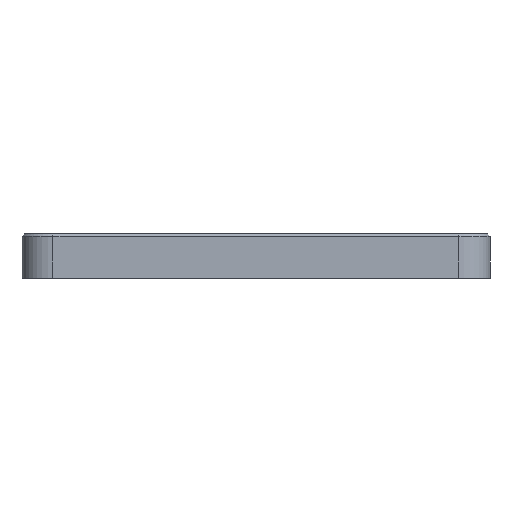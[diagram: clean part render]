
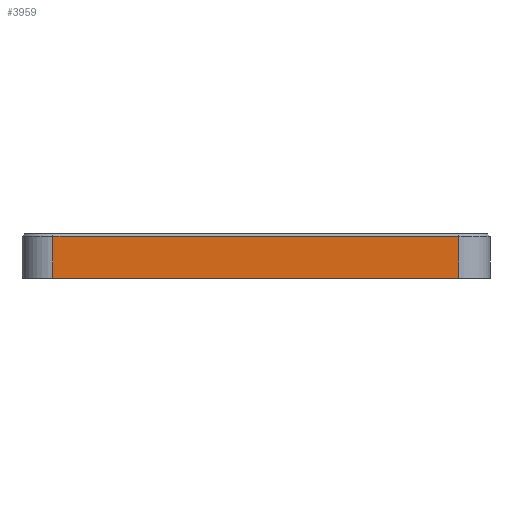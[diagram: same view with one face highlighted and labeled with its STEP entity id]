
A CAD part, front view. The second image highlights one B-rep face of the part: STEP entity #3959.
In plain terms, the highlighted planar face has unit normal (0, -1, 0).
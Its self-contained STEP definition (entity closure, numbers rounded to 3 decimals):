
#235=PLANE('',#4301);
#332=FACE_OUTER_BOUND('',#621,.T.);
#621=EDGE_LOOP('',(#2949,#2950,#2951,#2952));
#909=LINE('',#6149,#1208);
#932=LINE('',#6234,#1231);
#945=LINE('',#6269,#1244);
#946=LINE('',#6271,#1245);
#1208=VECTOR('',#4895,10.);
#1231=VECTOR('',#4958,10.);
#1244=VECTOR('',#4997,10.);
#1245=VECTOR('',#5000,10.);
#1862=VERTEX_POINT('',#6146);
#1863=VERTEX_POINT('',#6148);
#1884=VERTEX_POINT('',#6232);
#1885=VERTEX_POINT('',#6233);
#2248=EDGE_CURVE('',#1862,#1863,#909,.T.);
#2283=EDGE_CURVE('',#1884,#1885,#932,.T.);
#2300=EDGE_CURVE('',#1862,#1885,#945,.T.);
#2301=EDGE_CURVE('',#1863,#1884,#946,.T.);
#2949=ORIENTED_EDGE('',*,*,#2283,.F.);
#2950=ORIENTED_EDGE('',*,*,#2301,.F.);
#2951=ORIENTED_EDGE('',*,*,#2248,.F.);
#2952=ORIENTED_EDGE('',*,*,#2300,.T.);
#3959=ADVANCED_FACE('',(#332),#235,.T.);
#4301=AXIS2_PLACEMENT_3D('',#6270,#4998,#4999);
#4895=DIRECTION('',(-1.,0.,0.));
#4958=DIRECTION('',(1.,0.,0.));
#4997=DIRECTION('',(0.,0.,1.));
#4998=DIRECTION('center_axis',(0.,-1.,0.));
#4999=DIRECTION('ref_axis',(1.,0.,0.));
#5000=DIRECTION('',(0.,0.,1.));
#6146=CARTESIAN_POINT('',(75.097,-59.087,-2.));
#6148=CARTESIAN_POINT('',(3.386,-59.087,-2.));
#6149=CARTESIAN_POINT('',(3.386,-59.087,-2.));
#6232=CARTESIAN_POINT('',(3.386,-59.087,5.4));
#6233=CARTESIAN_POINT('',(75.097,-59.087,5.4));
#6234=CARTESIAN_POINT('',(21.318,-59.087,5.4));
#6269=CARTESIAN_POINT('',(75.097,-59.087,3.9));
#6270=CARTESIAN_POINT('Origin',(3.386,-59.087,3.9));
#6271=CARTESIAN_POINT('',(3.386,-59.087,3.9));
